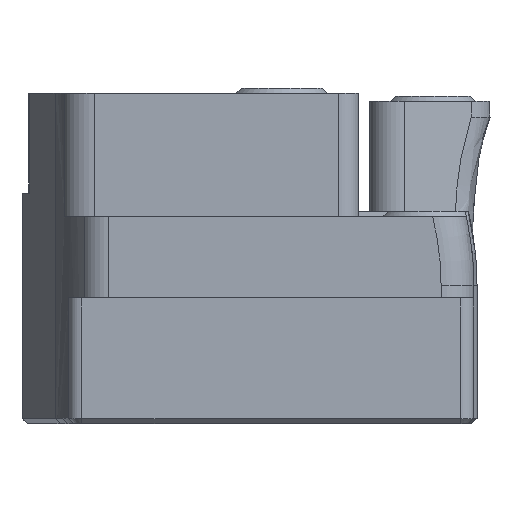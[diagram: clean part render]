
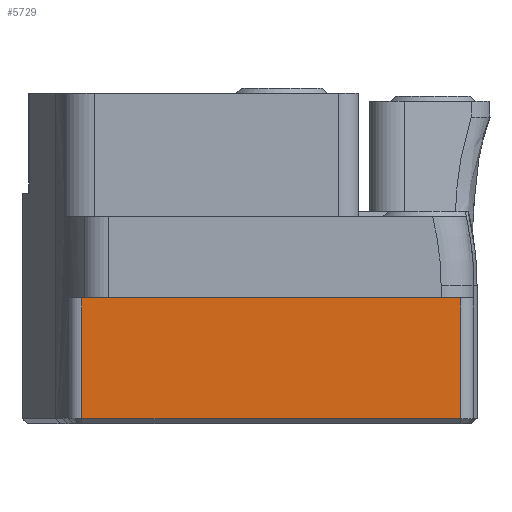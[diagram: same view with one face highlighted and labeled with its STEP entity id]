
A CAD part, left-side view. The second image highlights one B-rep face of the part: STEP entity #5729.
In plain terms, the highlighted face is planar.
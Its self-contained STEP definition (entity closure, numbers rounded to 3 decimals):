
#496=LINE('',#10131,#996);
#612=LINE('',#10745,#1112);
#613=LINE('',#10748,#1113);
#614=LINE('',#10749,#1114);
#996=VECTOR('',#7602,10.);
#1112=VECTOR('',#7940,10.);
#1113=VECTOR('',#7943,10.);
#1114=VECTOR('',#7944,10.);
#1575=FACE_OUTER_BOUND('',#1939,.T.);
#1939=EDGE_LOOP('',(#4985,#4986,#4987,#4988));
#2652=VERTEX_POINT('',#10125);
#2653=VERTEX_POINT('',#10129);
#2746=VERTEX_POINT('',#10743);
#2747=VERTEX_POINT('',#10747);
#3356=EDGE_CURVE('',#2652,#2653,#496,.T.);
#3524=EDGE_CURVE('',#2653,#2746,#612,.T.);
#3525=EDGE_CURVE('',#2746,#2747,#613,.T.);
#3526=EDGE_CURVE('',#2747,#2652,#614,.T.);
#4985=ORIENTED_EDGE('',*,*,#3525,.T.);
#4986=ORIENTED_EDGE('',*,*,#3526,.T.);
#4987=ORIENTED_EDGE('',*,*,#3356,.T.);
#4988=ORIENTED_EDGE('',*,*,#3524,.T.);
#5423=PLANE('',#6340);
#5729=ADVANCED_FACE('',(#1575),#5423,.F.);
#6340=AXIS2_PLACEMENT_3D('',#10746,#7941,#7942);
#7602=DIRECTION('',(1.,0.,0.));
#7940=DIRECTION('',(0.,0.,1.));
#7941=DIRECTION('center_axis',(0.,1.,0.));
#7942=DIRECTION('ref_axis',(0.,0.,
1.));
#7943=DIRECTION('',(-1.,0.,0.));
#7944=DIRECTION('',(0.,0.,-1.));
#10125=CARTESIAN_POINT('',(-12.669,-20.338,0.4));
#10129=CARTESIAN_POINT('',(16.231,-20.338,0.4));
#10131=CARTESIAN_POINT('',(-1.751,-20.338,0.4));
#10743=CARTESIAN_POINT('',(16.231,-20.338,9.6));
#10745=CARTESIAN_POINT('',(16.231,-20.338,0.));
#10746=CARTESIAN_POINT('Origin',(-6.169,-20.338,0.));
#10747=CARTESIAN_POINT('',(-12.669,-20.338,9.6));
#10748=CARTESIAN_POINT('',(-2.827,-20.338,9.6));
#10749=CARTESIAN_POINT('',(-12.669,-20.338,0.));
